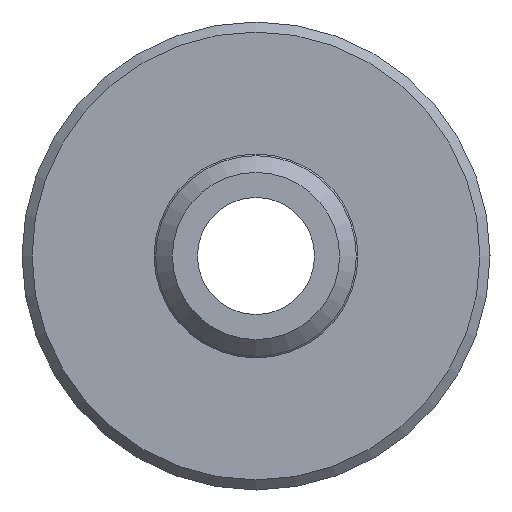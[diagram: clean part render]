
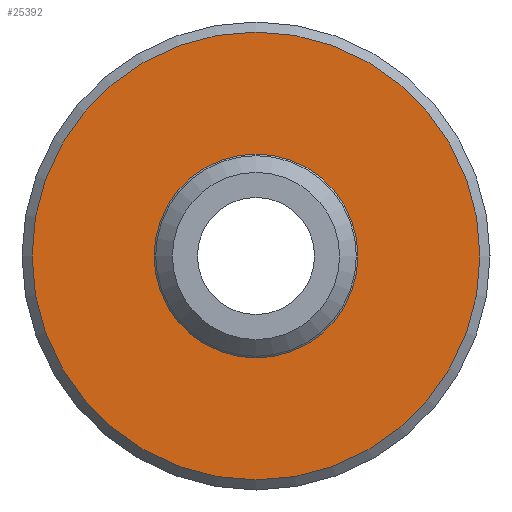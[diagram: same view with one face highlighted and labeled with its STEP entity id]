
A CAD part, front view. The second image highlights one B-rep face of the part: STEP entity #25392.
In plain terms, the highlighted planar face has unit normal (0, -1, 0).
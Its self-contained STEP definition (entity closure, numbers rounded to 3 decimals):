
#25358=CARTESIAN_POINT('',(-3.05,18.0,0.0));
#25359=VERTEX_POINT('',#25358);
#25360=CARTESIAN_POINT('',(0.0,18.0,0.0));
#25361=DIRECTION('',(0.0,1.0,0.0));
#25362=DIRECTION('',(-1.0,0.0,0.0));
#25363=AXIS2_PLACEMENT_3D('',#25360,#25361,#25362);
#25364=CIRCLE('',#25363,3.05);
#25365=EDGE_CURVE('',#25359,#25359,#25364,.T.);
#25373=CARTESIAN_POINT('',(-4.875,18.0,0.0));
#25374=DIRECTION('',(0.0,-1.0,0.0));
#25375=DIRECTION('',(0.0,0.0,-1.0));
#25376=AXIS2_PLACEMENT_3D('',#25373,#25374,#25375);
#25377=PLANE('',#25376);
#25378=CARTESIAN_POINT('',(-6.7,18.0,0.0));
#25379=VERTEX_POINT('',#25378);
#25380=CARTESIAN_POINT('',(0.0,18.0,0.0));
#25381=DIRECTION('',(0.0,1.0,0.0));
#25382=DIRECTION('',(-1.0,0.0,0.0));
#25383=AXIS2_PLACEMENT_3D('',#25380,#25381,#25382);
#25384=CIRCLE('',#25383,6.7);
#25385=EDGE_CURVE('',#25379,#25379,#25384,.T.);
#25386=ORIENTED_EDGE('',*,*,#25385,.F.);
#25387=EDGE_LOOP('',(#25386));
#25388=FACE_OUTER_BOUND('',#25387,.T.);
#25389=ORIENTED_EDGE('',*,*,#25365,.T.);
#25390=EDGE_LOOP('',(#25389));
#25391=FACE_BOUND('',#25390,.T.);
#25392=ADVANCED_FACE('',(#25388,#25391),#25377,.T.);
